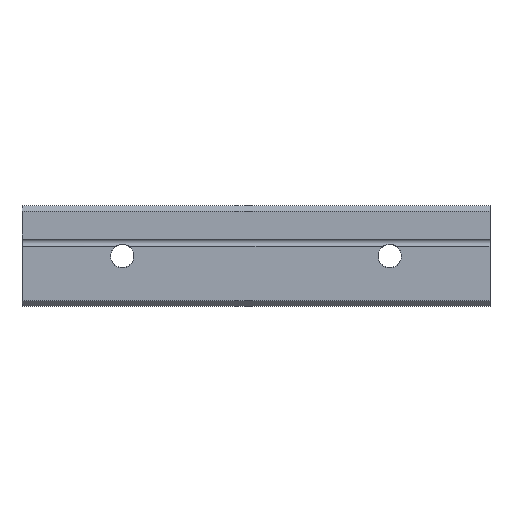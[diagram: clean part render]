
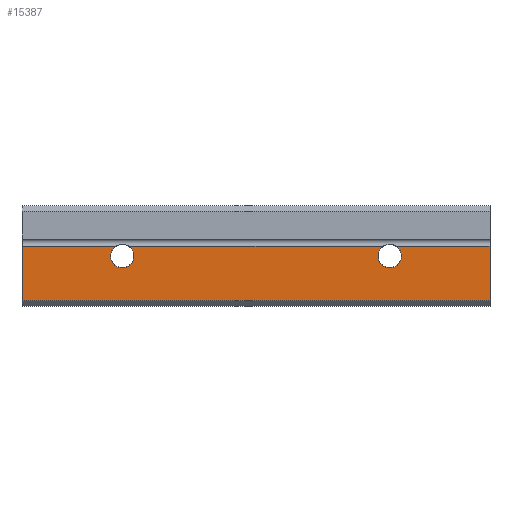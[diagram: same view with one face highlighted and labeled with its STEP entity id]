
A CAD part, front view. The second image highlights one B-rep face of the part: STEP entity #15387.
In plain terms, the highlighted planar face has unit normal (0, -1, 0).
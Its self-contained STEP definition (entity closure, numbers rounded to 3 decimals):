
#125 = LINE ( 'NONE', #10878, #3147 ) ;
#153 = VERTEX_POINT ( 'NONE', #2953 ) ;
#269 = CARTESIAN_POINT ( 'NONE',  ( -15., 0., -1.75 ) ) ;
#693 = VERTEX_POINT ( 'NONE', #269 ) ;
#852 = ORIENTED_EDGE ( 'NONE', *, *, #12167, .T. ) ;
#955 = CARTESIAN_POINT ( 'NONE',  ( -15., 0., 0. ) ) ;
#958 = EDGE_CURVE ( 'NONE', #693, #6116, #11353, .T. ) ;
#978 = VERTEX_POINT ( 'NONE', #11140 ) ;
#1022 = EDGE_CURVE ( 'NONE', #978, #6116, #8840, .T. ) ;
#1321 = PLANE ( 'NONE',  #10748 ) ;
#1810 = EDGE_CURVE ( 'NONE', #4456, #5213, #15377, .T. ) ;
#2161 = EDGE_CURVE ( 'NONE', #14471, #978, #5084, .T. ) ;
#2376 = LINE ( 'NONE', #14781, #6421 ) ;
#2441 = CARTESIAN_POINT ( 'NONE',  ( -70., 0., 1.48 ) ) ;
#2545 = CIRCLE ( 'NONE', #5318, 1.75 ) ;
#2684 = DIRECTION ( 'NONE',  ( 1., 0., 0. ) ) ;
#2941 = VERTEX_POINT ( 'NONE', #7927 ) ;
#2953 = CARTESIAN_POINT ( 'NONE',  ( -55.933, 0., 1.48 ) ) ;
#3147 = VECTOR ( 'NONE', #7467, 1000. ) ;
#3174 = AXIS2_PLACEMENT_3D ( 'NONE', #9035, #5640, #11727 ) ;
#3418 = DIRECTION ( 'NONE',  ( 0., 1., 0. ) ) ;
#4361 = EDGE_CURVE ( 'NONE', #2941, #4456, #12988, .T. ) ;
#4456 = VERTEX_POINT ( 'NONE', #4851 ) ;
#4851 = CARTESIAN_POINT ( 'NONE',  ( 0., 0., 1.48 ) ) ;
#5007 = ORIENTED_EDGE ( 'NONE', *, *, #1022, .F. ) ;
#5084 = CIRCLE ( 'NONE', #10890, 1.75 ) ;
#5184 = CARTESIAN_POINT ( 'NONE',  ( -15.933, 0., 1.48 ) ) ;
#5213 = VERTEX_POINT ( 'NONE', #6063 ) ;
#5318 = AXIS2_PLACEMENT_3D ( 'NONE', #955, #3418, #8233 ) ;
#5323 = CARTESIAN_POINT ( 'NONE',  ( -55., 0., -1.75 ) ) ;
#5640 = DIRECTION ( 'NONE',  ( 0., -1., 0. ) ) ;
#5727 = CARTESIAN_POINT ( 'NONE',  ( -70., 0., 1.48 ) ) ;
#6063 = CARTESIAN_POINT ( 'NONE',  ( 0., 0., -6.7 ) ) ;
#6116 = VERTEX_POINT ( 'NONE', #5184 ) ;
#6161 = DIRECTION ( 'NONE',  ( 0., 0., -1. ) ) ;
#6190 = ORIENTED_EDGE ( 'NONE', *, *, #2161, .F. ) ;
#6369 = EDGE_CURVE ( 'NONE', #6632, #5213, #12726, .T. ) ;
#6421 = VECTOR ( 'NONE', #6161, 1000. ) ;
#6458 = CIRCLE ( 'NONE', #3174, 1.75 ) ;
#6632 = VERTEX_POINT ( 'NONE', #7513 ) ;
#6634 = CARTESIAN_POINT ( 'NONE',  ( -15., 0., 0. ) ) ;
#6970 = DIRECTION ( 'NONE',  ( 1., 0., 0. ) ) ;
#7429 = EDGE_CURVE ( 'NONE', #2941, #693, #2545, .T. ) ;
#7467 = DIRECTION ( 'NONE',  ( 1., 0., 0. ) ) ;
#7513 = CARTESIAN_POINT ( 'NONE',  ( -70., 0., -6.7 ) ) ;
#7826 = ORIENTED_EDGE ( 'NONE', *, *, #13440, .F. ) ;
#7927 = CARTESIAN_POINT ( 'NONE',  ( -14.067, 0., 1.48 ) ) ;
#8132 = DIRECTION ( 'NONE',  ( 0., -1., 0. ) ) ;
#8233 = DIRECTION ( 'NONE',  ( 0., 0., 1. ) ) ;
#8840 = LINE ( 'NONE', #10190, #10599 ) ;
#9035 = CARTESIAN_POINT ( 'NONE',  ( -55., 0., 0. ) ) ;
#9509 = DIRECTION ( 'NONE',  ( 0., 0., -1. ) ) ;
#10190 = CARTESIAN_POINT ( 'NONE',  ( -70., 0., 1.48 ) ) ;
#10373 = ORIENTED_EDGE ( 'NONE', *, *, #958, .T. ) ;
#10520 = DIRECTION ( 'NONE',  ( 1., 0., 0. ) ) ;
#10599 = VECTOR ( 'NONE', #2684, 1000. ) ;
#10662 = DIRECTION ( 'NONE',  ( 0., 0., -1. ) ) ;
#10675 = EDGE_LOOP ( 'NONE', ( #13473, #7826, #852, #11576, #14346, #10754, #11699, #10373, #5007, #6190 ) ) ;
#10679 = VERTEX_POINT ( 'NONE', #5727 ) ;
#10748 = AXIS2_PLACEMENT_3D ( 'NONE', #2441, #13027, #10662 ) ;
#10754 = ORIENTED_EDGE ( 'NONE', *, *, #4361, .F. ) ;
#10779 = CARTESIAN_POINT ( 'NONE',  ( 0., 0., 1.48 ) ) ;
#10878 = CARTESIAN_POINT ( 'NONE',  ( -70., 0., 1.48 ) ) ;
#10890 = AXIS2_PLACEMENT_3D ( 'NONE', #14141, #8132, #14059 ) ;
#11140 = CARTESIAN_POINT ( 'NONE',  ( -54.067, 0., 1.48 ) ) ;
#11353 = CIRCLE ( 'NONE', #11604, 1.75 ) ;
#11576 = ORIENTED_EDGE ( 'NONE', *, *, #6369, .T. ) ;
#11604 = AXIS2_PLACEMENT_3D ( 'NONE', #6634, #12477, #13669 ) ;
#11622 = CARTESIAN_POINT ( 'NONE',  ( -70., 0., -6.7 ) ) ;
#11699 = ORIENTED_EDGE ( 'NONE', *, *, #7429, .T. ) ;
#11727 = DIRECTION ( 'NONE',  ( 0., 0., -1. ) ) ;
#12115 = VECTOR ( 'NONE', #10520, 1000. ) ;
#12167 = EDGE_CURVE ( 'NONE', #10679, #6632, #2376, .T. ) ;
#12477 = DIRECTION ( 'NONE',  ( 0., 1., 0. ) ) ;
#12726 = LINE ( 'NONE', #11622, #12115 ) ;
#12988 = LINE ( 'NONE', #15296, #13444 ) ;
#13027 = DIRECTION ( 'NONE',  ( 0., -1., 0. ) ) ;
#13189 = FACE_OUTER_BOUND ( 'NONE', #10675, .T. ) ;
#13440 = EDGE_CURVE ( 'NONE', #10679, #153, #125, .T. ) ;
#13444 = VECTOR ( 'NONE', #6970, 1000. ) ;
#13473 = ORIENTED_EDGE ( 'NONE', *, *, #15282, .F. ) ;
#13640 = VECTOR ( 'NONE', #9509, 1000. ) ;
#13669 = DIRECTION ( 'NONE',  ( 0., 0., 1. ) ) ;
#14059 = DIRECTION ( 'NONE',  ( 0., 0., -1. ) ) ;
#14141 = CARTESIAN_POINT ( 'NONE',  ( -55., 0., 0. ) ) ;
#14346 = ORIENTED_EDGE ( 'NONE', *, *, #1810, .F. ) ;
#14471 = VERTEX_POINT ( 'NONE', #5323 ) ;
#14781 = CARTESIAN_POINT ( 'NONE',  ( -70., 0., 1.48 ) ) ;
#15282 = EDGE_CURVE ( 'NONE', #153, #14471, #6458, .T. ) ;
#15296 = CARTESIAN_POINT ( 'NONE',  ( -70., 0., 1.48 ) ) ;
#15377 = LINE ( 'NONE', #10779, #13640 ) ;
#15387 = ADVANCED_FACE ( 'NONE', ( #13189 ), #1321, .T. ) ;
